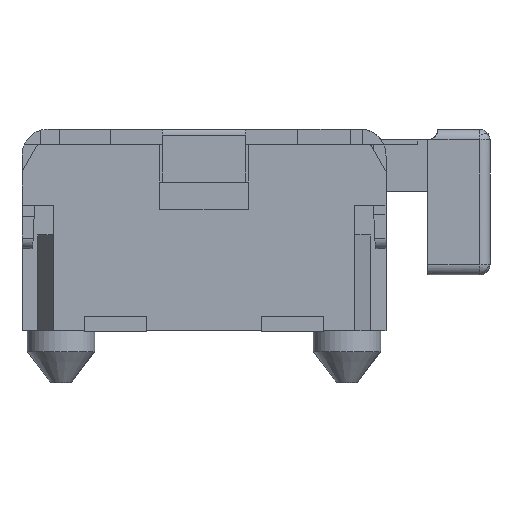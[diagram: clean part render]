
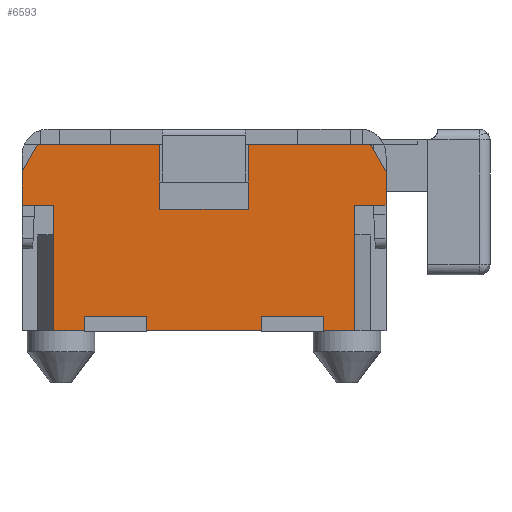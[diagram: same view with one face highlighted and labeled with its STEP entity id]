
A CAD part, left-side view. The second image highlights one B-rep face of the part: STEP entity #6593.
In plain terms, the highlighted planar face has unit normal (-1, 0, 0).
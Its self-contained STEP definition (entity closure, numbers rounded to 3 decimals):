
#161 = LINE ( 'NONE', #27936, #6194 ) ;
#478 = EDGE_CURVE ( 'NONE', #3216, #22198, #22862, .T. ) ;
#937 = ORIENTED_EDGE ( 'NONE', *, *, #478, .F. ) ;
#1715 = DIRECTION ( 'NONE',  ( 0., 0., 1. ) ) ;
#1912 = CARTESIAN_POINT ( 'NONE',  ( -2.35, 1.5, -1.752 ) ) ;
#2141 = CARTESIAN_POINT ( 'NONE',  ( -2.35, 0.917, -1.752 ) ) ;
#2376 = EDGE_CURVE ( 'NONE', #14579, #12972, #14601, .T. ) ;
#2665 = VECTOR ( 'NONE', #26250, 1000. ) ;
#2767 = ORIENTED_EDGE ( 'NONE', *, *, #18861, .F. ) ;
#2798 = LINE ( 'NONE', #20414, #8096 ) ;
#3216 = VERTEX_POINT ( 'NONE', #20875 ) ;
#3219 = VERTEX_POINT ( 'NONE', #23130 ) ;
#3354 = EDGE_CURVE ( 'NONE', #21095, #5447, #21538, .T. ) ;
#3509 = LINE ( 'NONE', #11271, #20775 ) ;
#3609 = CARTESIAN_POINT ( 'NONE',  ( -2.35, 0.917, -1.752 ) ) ;
#4076 = CARTESIAN_POINT ( 'NONE',  ( -2.35, 1.5, -1.75 ) ) ;
#4181 = DIRECTION ( 'NONE',  ( 0., 0., -1. ) ) ;
#4725 = EDGE_CURVE ( 'NONE', #22241, #3216, #22950, .T. ) ;
#5207 = ORIENTED_EDGE ( 'NONE', *, *, #3354, .F. ) ;
#5393 = VECTOR ( 'NONE', #10405, 1000. ) ;
#5447 = VERTEX_POINT ( 'NONE', #19764 ) ;
#5510 = DIRECTION ( 'NONE',  ( 0., 0., -1. ) ) ;
#5611 = EDGE_CURVE ( 'NONE', #5447, #24561, #3509, .T. ) ;
#5625 = DIRECTION ( 'NONE',  ( 0., 0., 1. ) ) ;
#5654 = EDGE_CURVE ( 'NONE', #23905, #21095, #2798, .T. ) ;
#6194 = VECTOR ( 'NONE', #12296, 1000. ) ;
#6283 = PLANE ( 'NONE',  #10255 ) ;
#6363 = DIRECTION ( 'NONE',  ( 0., 1., 0. ) ) ;
#6477 = ORIENTED_EDGE ( 'NONE', *, *, #9212, .F. ) ;
#6593 = ADVANCED_FACE ( 'NONE', ( #17264 ), #6283, .F. ) ;
#6739 = DIRECTION ( 'NONE',  ( 0., 1., 0. ) ) ;
#6991 = VERTEX_POINT ( 'NONE', #8117 ) ;
#7434 = ORIENTED_EDGE ( 'NONE', *, *, #9266, .F. ) ;
#7444 = CARTESIAN_POINT ( 'NONE',  ( -2.35, 1.24, -1.75 ) ) ;
#8096 = VECTOR ( 'NONE', #15805, 1000. ) ;
#8117 = CARTESIAN_POINT ( 'NONE',  ( -2.35, 1.5, -1.6 ) ) ;
#8233 = CARTESIAN_POINT ( 'NONE',  ( -2.35, 0.01, -1.45 ) ) ;
#8377 = DIRECTION ( 'NONE',  ( 0., 0., 1. ) ) ;
#8624 = ORIENTED_EDGE ( 'NONE', *, *, #4725, .F. ) ;
#8666 = LINE ( 'NONE', #26440, #2665 ) ;
#9005 = CARTESIAN_POINT ( 'NONE',  ( -2.35, -0.29, 1.45 ) ) ;
#9212 = EDGE_CURVE ( 'NONE', #3219, #14579, #23340, .T. ) ;
#9266 = EDGE_CURVE ( 'NONE', #24561, #25051, #10289, .T. ) ;
#9583 = EDGE_LOOP ( 'NONE', ( #937, #8624, #14969, #7434, #11286, #5207, #22995, #19877, #2767, #26996, #6477, #23988, #21541, #26622 ) ) ;
#9684 = DIRECTION ( 'NONE',  ( 0., 0.866, 0.5 ) ) ;
#10000 = EDGE_CURVE ( 'NONE', #25051, #22241, #28093, .T. ) ;
#10037 = CARTESIAN_POINT ( 'NONE',  ( -2.35, 0.88, -1.752 ) ) ;
#10253 = VECTOR ( 'NONE', #23832, 1000. ) ;
#10255 = AXIS2_PLACEMENT_3D ( 'NONE', #1912, #17751, #4181 ) ;
#10289 = LINE ( 'NONE', #17642, #16328 ) ;
#10405 = DIRECTION ( 'NONE',  ( 0., 0., -1. ) ) ;
#10505 = LINE ( 'NONE', #7444, #21765 ) ;
#10794 = VERTEX_POINT ( 'NONE', #9005 ) ;
#10923 = VECTOR ( 'NONE', #19846, 1000. ) ;
#11082 = EDGE_CURVE ( 'NONE', #10794, #22198, #161, .T. ) ;
#11091 = CARTESIAN_POINT ( 'NONE',  ( -2.35, 1.5, 0.425 ) ) ;
#11271 = CARTESIAN_POINT ( 'NONE',  ( -2.35, 1.5, 0.425 ) ) ;
#11286 = ORIENTED_EDGE ( 'NONE', *, *, #5611, .F. ) ;
#12296 = DIRECTION ( 'NONE',  ( 0., 1., 0. ) ) ;
#12952 = CARTESIAN_POINT ( 'NONE',  ( -2.35, 1.5, -1.752 ) ) ;
#12954 = EDGE_CURVE ( 'NONE', #6991, #23905, #23996, .T. ) ;
#12972 = VERTEX_POINT ( 'NONE', #15399 ) ;
#13113 = VECTOR ( 'NONE', #26212, 1000. ) ;
#14579 = VERTEX_POINT ( 'NONE', #16808 ) ;
#14601 = LINE ( 'NONE', #4076, #25816 ) ;
#14969 = ORIENTED_EDGE ( 'NONE', *, *, #10000, .F. ) ;
#15184 = CARTESIAN_POINT ( 'NONE',  ( -2.35, 1.5, -0.425 ) ) ;
#15399 = CARTESIAN_POINT ( 'NONE',  ( -2.35, 1.24, -1.75 ) ) ;
#15597 = VECTOR ( 'NONE', #5625, 1000. ) ;
#15800 = CARTESIAN_POINT ( 'NONE',  ( -2.35, 1.5, 1.6 ) ) ;
#15805 = DIRECTION ( 'NONE',  ( 0., -1., 0. ) ) ;
#16328 = VECTOR ( 'NONE', #1715, 1000. ) ;
#16808 = CARTESIAN_POINT ( 'NONE',  ( -2.35, 0.917, -1.75 ) ) ;
#16885 = CARTESIAN_POINT ( 'NONE',  ( -2.35, -0.29, -1.45 ) ) ;
#16987 = EDGE_CURVE ( 'NONE', #10794, #25360, #8666, .T. ) ;
#17264 = FACE_OUTER_BOUND ( 'NONE', #9583, .T. ) ;
#17603 = CARTESIAN_POINT ( 'NONE',  ( -2.35, 1.5, 1.6 ) ) ;
#17642 = CARTESIAN_POINT ( 'NONE',  ( -2.35, 1.5, -1.752 ) ) ;
#17751 = DIRECTION ( 'NONE',  ( 1., 0., 0. ) ) ;
#18788 = VECTOR ( 'NONE', #8377, 1000. ) ;
#18861 = EDGE_CURVE ( 'NONE', #12972, #6991, #10505, .T. ) ;
#19764 = CARTESIAN_POINT ( 'NONE',  ( -2.35, 0.88, 0.425 ) ) ;
#19846 = DIRECTION ( 'NONE',  ( 0., -0.866, 0.5 ) ) ;
#19877 = ORIENTED_EDGE ( 'NONE', *, *, #12954, .F. ) ;
#20414 = CARTESIAN_POINT ( 'NONE',  ( -2.35, 1.5, -0.425 ) ) ;
#20775 = VECTOR ( 'NONE', #6739, 1000. ) ;
#20875 = CARTESIAN_POINT ( 'NONE',  ( -2.35, 0.917, 1.75 ) ) ;
#21095 = VERTEX_POINT ( 'NONE', #25692 ) ;
#21538 = LINE ( 'NONE', #10037, #15597 ) ;
#21541 = ORIENTED_EDGE ( 'NONE', *, *, #16987, .F. ) ;
#21559 = CARTESIAN_POINT ( 'NONE',  ( -2.35, 1.5, 1.75 ) ) ;
#21765 = VECTOR ( 'NONE', #9684, 1000. ) ;
#22198 = VERTEX_POINT ( 'NONE', #27858 ) ;
#22241 = VERTEX_POINT ( 'NONE', #23572 ) ;
#22862 = LINE ( 'NONE', #2141, #25652 ) ;
#22950 = LINE ( 'NONE', #21559, #10253 ) ;
#22995 = ORIENTED_EDGE ( 'NONE', *, *, #5654, .F. ) ;
#23130 = CARTESIAN_POINT ( 'NONE',  ( -2.35, 0.917, -1.45 ) ) ;
#23340 = LINE ( 'NONE', #3609, #5393 ) ;
#23572 = CARTESIAN_POINT ( 'NONE',  ( -2.35, 1.24, 1.75 ) ) ;
#23832 = DIRECTION ( 'NONE',  ( 0., -1., 0. ) ) ;
#23905 = VERTEX_POINT ( 'NONE', #15184 ) ;
#23988 = ORIENTED_EDGE ( 'NONE', *, *, #24431, .F. ) ;
#23996 = LINE ( 'NONE', #12952, #18788 ) ;
#24431 = EDGE_CURVE ( 'NONE', #25360, #3219, #25737, .T. ) ;
#24561 = VERTEX_POINT ( 'NONE', #11091 ) ;
#25051 = VERTEX_POINT ( 'NONE', #15800 ) ;
#25360 = VERTEX_POINT ( 'NONE', #16885 ) ;
#25652 = VECTOR ( 'NONE', #5510, 1000. ) ;
#25692 = CARTESIAN_POINT ( 'NONE',  ( -2.35, 0.88, -0.425 ) ) ;
#25737 = LINE ( 'NONE', #8233, #13113 ) ;
#25816 = VECTOR ( 'NONE', #6363, 1000. ) ;
#26212 = DIRECTION ( 'NONE',  ( 0., 1., 0. ) ) ;
#26250 = DIRECTION ( 'NONE',  ( 0., 0., -1. ) ) ;
#26440 = CARTESIAN_POINT ( 'NONE',  ( -2.35, -0.29, -1.752 ) ) ;
#26622 = ORIENTED_EDGE ( 'NONE', *, *, #11082, .T. ) ;
#26996 = ORIENTED_EDGE ( 'NONE', *, *, #2376, .F. ) ;
#27858 = CARTESIAN_POINT ( 'NONE',  ( -2.35, 0.917, 1.45 ) ) ;
#27936 = CARTESIAN_POINT ( 'NONE',  ( -2.35, 0., 1.45 ) ) ;
#28093 = LINE ( 'NONE', #17603, #10923 ) ;
